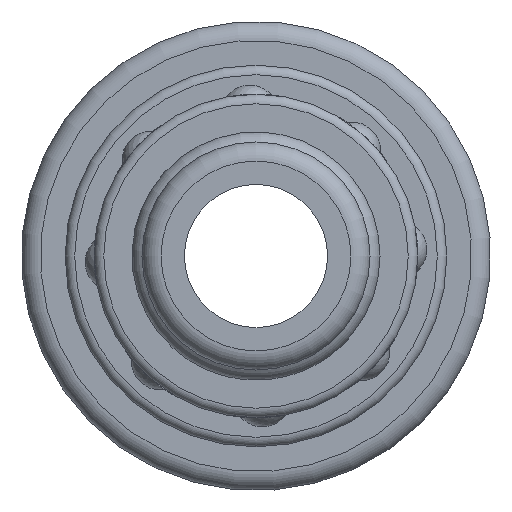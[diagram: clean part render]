
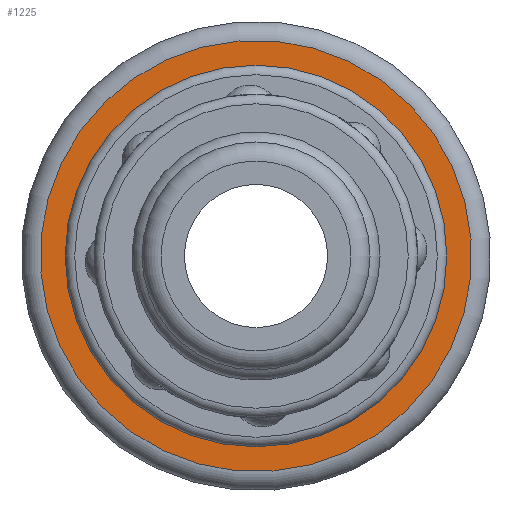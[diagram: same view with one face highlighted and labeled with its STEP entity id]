
A CAD part, left-side view. The second image highlights one B-rep face of the part: STEP entity #1225.
In plain terms, the highlighted planar face has unit normal (-1, 0, 0).
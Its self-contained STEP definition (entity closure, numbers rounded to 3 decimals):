
#73=FACE_BOUND('',#198,.T.);
#95=PLANE('',#1326);
#117=FACE_OUTER_BOUND('',#197,.T.);
#197=EDGE_LOOP('',(#787));
#198=EDGE_LOOP('',(#788,#789,#790,#791,#792,#793,#794,#795,#796,#797,#798,
#799));
#296=LINE('',#1939,#342);
#297=LINE('',#1943,#343);
#298=LINE('',#1947,#344);
#299=LINE('',#1951,#345);
#300=LINE('',#1955,#346);
#301=LINE('',#1958,#347);
#342=VECTOR('',#1525,10.);
#343=VECTOR('',#1528,10.);
#344=VECTOR('',#1531,10.);
#345=VECTOR('',#1534,10.);
#346=VECTOR('',#1537,10.);
#347=VECTOR('',#1540,10.);
#391=CIRCLE('',#1327,11.301);
#392=CIRCLE('',#1328,8.5);
#393=CIRCLE('',#1329,8.5);
#394=CIRCLE('',#1330,8.5);
#395=CIRCLE('',#1331,8.5);
#396=CIRCLE('',#1332,8.5);
#397=CIRCLE('',#1333,8.5);
#496=VERTEX_POINT('',#1933);
#497=VERTEX_POINT('',#1935);
#498=VERTEX_POINT('',#1936);
#499=VERTEX_POINT('',#1938);
#500=VERTEX_POINT('',#1940);
#501=VERTEX_POINT('',#1942);
#502=VERTEX_POINT('',#1944);
#503=VERTEX_POINT('',#1946);
#504=VERTEX_POINT('',#1948);
#505=VERTEX_POINT('',#1950);
#506=VERTEX_POINT('',#1952);
#507=VERTEX_POINT('',#1954);
#508=VERTEX_POINT('',#1956);
#613=EDGE_CURVE('',#496,#496,#391,.T.);
#614=EDGE_CURVE('',#497,#498,#392,.T.);
#615=EDGE_CURVE('',#499,#497,#296,.T.);
#616=EDGE_CURVE('',#500,#499,#393,.T.);
#617=EDGE_CURVE('',#501,#500,#297,.T.);
#618=EDGE_CURVE('',#502,#501,#394,.T.);
#619=EDGE_CURVE('',#503,#502,#298,.T.);
#620=EDGE_CURVE('',#504,#503,#395,.T.);
#621=EDGE_CURVE('',#505,#504,#299,.T.);
#622=EDGE_CURVE('',#506,#505,#396,.T.);
#623=EDGE_CURVE('',#507,#506,#300,.T.);
#624=EDGE_CURVE('',#508,#507,#397,.T.);
#625=EDGE_CURVE('',#498,#508,#301,.T.);
#787=ORIENTED_EDGE('',*,*,#613,.F.);
#788=ORIENTED_EDGE('',*,*,#614,.F.);
#789=ORIENTED_EDGE('',*,*,#615,.F.);
#790=ORIENTED_EDGE('',*,*,#616,.F.);
#791=ORIENTED_EDGE('',*,*,#617,.F.);
#792=ORIENTED_EDGE('',*,*,#618,.F.);
#793=ORIENTED_EDGE('',*,*,#619,.F.);
#794=ORIENTED_EDGE('',*,*,#620,.F.);
#795=ORIENTED_EDGE('',*,*,#621,.F.);
#796=ORIENTED_EDGE('',*,*,#622,.F.);
#797=ORIENTED_EDGE('',*,*,#623,.F.);
#798=ORIENTED_EDGE('',*,*,#624,.F.);
#799=ORIENTED_EDGE('',*,*,#625,.F.);
#1225=ADVANCED_FACE('',(#117,#73),#95,.T.);
#1326=AXIS2_PLACEMENT_3D('',#1932,#1519,#1520);
#1327=AXIS2_PLACEMENT_3D('',#1934,#1521,#1522);
#1328=AXIS2_PLACEMENT_3D('',#1937,#1523,#1524);
#1329=AXIS2_PLACEMENT_3D('',#1941,#1526,#1527);
#1330=AXIS2_PLACEMENT_3D('',#1945,#1529,#1530);
#1331=AXIS2_PLACEMENT_3D('',#1949,#1532,#1533);
#1332=AXIS2_PLACEMENT_3D('',#1953,#1535,#1536);
#1333=AXIS2_PLACEMENT_3D('',#1957,#1538,#1539);
#1519=DIRECTION('center_axis',(-1.,0.,0.));
#1520=DIRECTION('ref_axis',(0.,-0.095,0.995));
#1521=DIRECTION('center_axis',(1.,0.,0.));
#1522=DIRECTION('ref_axis',(0.,-0.095,0.995));
#1523=DIRECTION('center_axis',(-1.,0.,0.));
#1524=DIRECTION('ref_axis',(0.,0.77,-0.638));
#1525=DIRECTION('',(0.,0.77,-0.638));
#1526=DIRECTION('center_axis',(-1.,0.,0.));
#1527=DIRECTION('ref_axis',(0.,0.77,-0.638));
#1528=DIRECTION('',(0.,0.938,0.348));
#1529=DIRECTION('center_axis',(-1.,0.,0.));
#1530=DIRECTION('ref_axis',(0.,0.77,-0.638));
#1531=DIRECTION('',(0.,0.168,0.986));
#1532=DIRECTION('center_axis',(-1.,0.,0.));
#1533=DIRECTION('ref_axis',(0.,0.77,-0.638));
#1534=DIRECTION('',(0.,-0.77,0.638));
#1535=DIRECTION('center_axis',(-1.,0.,0.));
#1536=DIRECTION('ref_axis',(0.,0.77,-0.638));
#1537=DIRECTION('',(0.,-0.938,-0.348));
#1538=DIRECTION('center_axis',(-1.,0.,0.));
#1539=DIRECTION('ref_axis',(0.,0.77,-0.638));
#1540=DIRECTION('',(0.,-0.168,-0.986));
#1932=CARTESIAN_POINT('Origin',(42.198,0.,
0.));
#1933=CARTESIAN_POINT('',(42.198,1.079,-11.25));
#1934=CARTESIAN_POINT('Origin',(42.198,0.,
0.));
#1935=CARTESIAN_POINT('',(42.198,7.317,4.325));
#1936=CARTESIAN_POINT('',(42.198,8.369,1.489));
#1937=CARTESIAN_POINT('Origin',(42.198,0.,
0.));
#1938=CARTESIAN_POINT('',(42.198,2.895,7.992));
#1939=CARTESIAN_POINT('',(42.198,3.328,7.633));
#1940=CARTESIAN_POINT('',(42.198,-0.087,8.5));
#1941=CARTESIAN_POINT('Origin',(42.198,0.,
0.));
#1942=CARTESIAN_POINT('',(42.198,-5.474,6.503));
#1943=CARTESIAN_POINT('',(42.198,-4.946,6.699));
#1944=CARTESIAN_POINT('',(42.198,-7.404,4.174));
#1945=CARTESIAN_POINT('Origin',(42.198,0.,
0.));
#1946=CARTESIAN_POINT('',(42.198,-8.369,-1.489));
#1947=CARTESIAN_POINT('',(42.198,-8.274,-0.934));
#1948=CARTESIAN_POINT('',(42.198,-7.317,-4.325));
#1949=CARTESIAN_POINT('Origin',(42.198,0.,
0.));
#1950=CARTESIAN_POINT('',(42.198,-2.895,-7.992));
#1951=CARTESIAN_POINT('',(42.198,-3.328,-7.633));
#1952=CARTESIAN_POINT('',(42.198,0.087,-8.5));
#1953=CARTESIAN_POINT('Origin',(42.198,0.,
0.));
#1954=CARTESIAN_POINT('',(42.198,5.474,-6.503));
#1955=CARTESIAN_POINT('',(42.198,4.946,-6.699));
#1956=CARTESIAN_POINT('',(42.198,7.404,-4.174));
#1957=CARTESIAN_POINT('Origin',(42.198,0.,
0.));
#1958=CARTESIAN_POINT('',(42.198,8.274,0.934));
